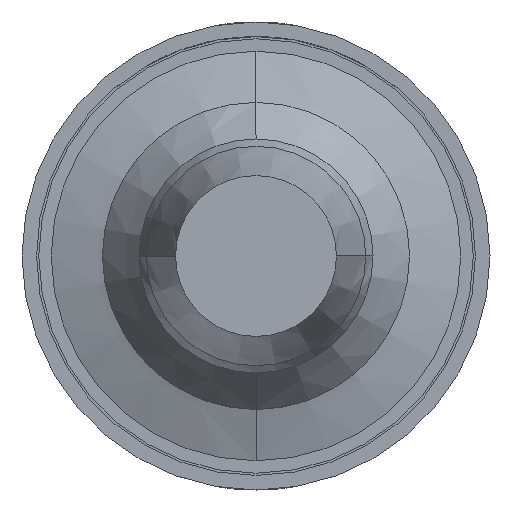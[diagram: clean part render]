
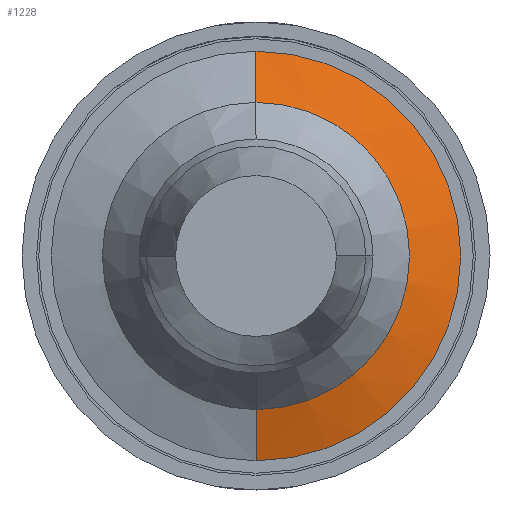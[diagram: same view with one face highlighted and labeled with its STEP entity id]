
A CAD part, front view. The second image highlights one B-rep face of the part: STEP entity #1228.
In plain terms, the highlighted conical face has half-angle 71.565 degrees and reference radius 0.8 mm.
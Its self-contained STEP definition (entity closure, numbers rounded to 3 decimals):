
#143 = AXIS2_PLACEMENT_3D ( 'NONE', #2521, #3995, #4518 ) ;
#393 = VERTEX_POINT ( 'NONE', #4752 ) ;
#419 = VECTOR ( 'NONE', #785, 1000. ) ;
#454 = EDGE_LOOP ( 'NONE', ( #2129, #2955, #1690, #1429 ) ) ;
#526 = VERTEX_POINT ( 'NONE', #4818 ) ;
#686 = VECTOR ( 'NONE', #3440, 1000. ) ;
#785 = DIRECTION ( 'NONE',  ( 0., 0.316, -0.949 ) ) ;
#823 = AXIS2_PLACEMENT_3D ( 'NONE', #1530, #3043, #3534 ) ;
#922 = EDGE_CURVE ( 'NONE', #3510, #1969, #5234, .T. ) ;
#1121 = EDGE_CURVE ( 'Defeature ausgef�hrt1_32+Defeature ausgef�hrt1_31+Defeature ausgef�hrt1_31+Defeature ausgef�hrt1_31', #1969, #526, #3392, .T. ) ;
#1228 = ADVANCED_FACE ( 'Defeature ausgef�hrt1_31', ( #2602 ), #6267, .T. ) ;
#1249 = EDGE_CURVE ( 'Defeature ausgef�hrt1_31+Defeature ausgef�hrt1_30+Defeature ausgef�hrt1_30+Defeature ausgef�hrt1_30', #3510, #393, #6590, .T. ) ;
#1429 = ORIENTED_EDGE ( 'NONE', *, *, #1121, .F. ) ;
#1530 = CARTESIAN_POINT ( 'NONE',  ( 0., -41.6, 0. ) ) ;
#1599 = AXIS2_PLACEMENT_3D ( 'NONE', #3827, #1838, #1796 ) ;
#1690 = ORIENTED_EDGE ( 'NONE', *, *, #5493, .T. ) ;
#1796 = DIRECTION ( 'NONE',  ( 0., 0., -1. ) ) ;
#1838 = DIRECTION ( 'NONE',  ( 0., 1., 0. ) ) ;
#1969 = VERTEX_POINT ( 'NONE', #6339 ) ;
#2129 = ORIENTED_EDGE ( 'NONE', *, *, #922, .F. ) ;
#2521 = CARTESIAN_POINT ( 'NONE',  ( 0., -41.6, 0. ) ) ;
#2602 = FACE_OUTER_BOUND ( 'NONE', #454, .T. ) ;
#2662 = LINE ( 'NONE', #3879, #419 ) ;
#2955 = ORIENTED_EDGE ( 'NONE', *, *, #1249, .T. ) ;
#3043 = DIRECTION ( 'NONE',  ( 0., 1., 0. ) ) ;
#3392 = CIRCLE ( 'NONE', #1599, 1.4 ) ;
#3440 = DIRECTION ( 'NONE',  ( 0., 0.316, 0.949 ) ) ;
#3510 = VERTEX_POINT ( 'NONE', #5729 ) ;
#3534 = DIRECTION ( 'NONE',  ( 0., 0., -1. ) ) ;
#3827 = CARTESIAN_POINT ( 'NONE',  ( 0., -41.4, 0. ) ) ;
#3879 = CARTESIAN_POINT ( 'NONE',  ( 0., -41.6, -0.8 ) ) ;
#3995 = DIRECTION ( 'NONE',  ( 0., 1., 0. ) ) ;
#4518 = DIRECTION ( 'NONE',  ( 0., 0., -1. ) ) ;
#4752 = CARTESIAN_POINT ( 'NONE',  ( 0., -41.6, -0.8 ) ) ;
#4818 = CARTESIAN_POINT ( 'NONE',  ( 0., -41.4, -1.4 ) ) ;
#5234 = LINE ( 'NONE', #5427, #686 ) ;
#5427 = CARTESIAN_POINT ( 'NONE',  ( 0., -41.6, 0.8 ) ) ;
#5493 = EDGE_CURVE ( 'NONE', #393, #526, #2662, .T. ) ;
#5729 = CARTESIAN_POINT ( 'NONE',  ( 0., -41.6, 0.8 ) ) ;
#6267 = CONICAL_SURFACE ( 'NONE', #143, 0.8, 1.249 ) ;
#6339 = CARTESIAN_POINT ( 'NONE',  ( 0., -41.4, 1.4 ) ) ;
#6590 = CIRCLE ( 'NONE', #823, 0.8 ) ;
